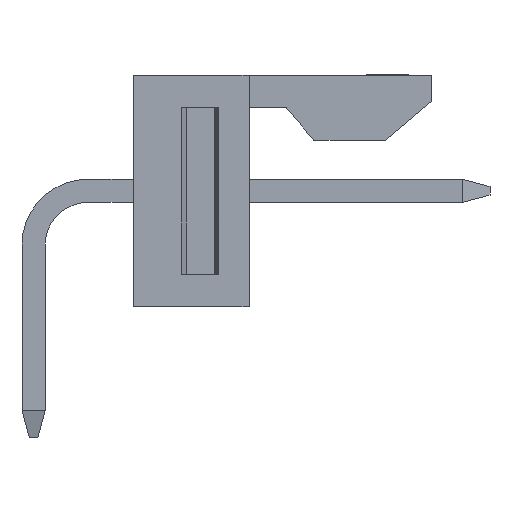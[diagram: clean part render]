
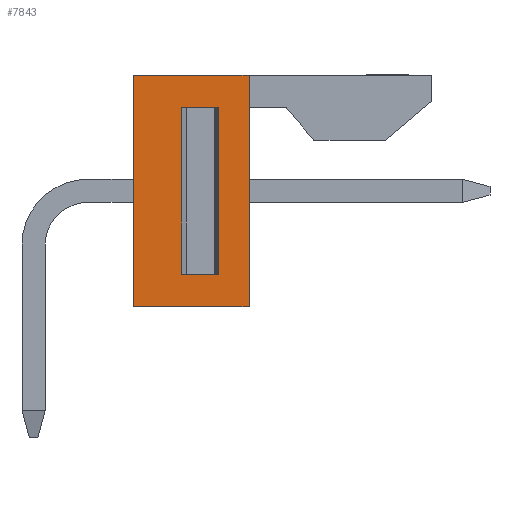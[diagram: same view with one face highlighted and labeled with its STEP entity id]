
A CAD part, left-side view. The second image highlights one B-rep face of the part: STEP entity #7843.
In plain terms, the highlighted planar face has unit normal (-1, 0, 0).
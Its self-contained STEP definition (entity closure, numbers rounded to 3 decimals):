
#530 = EDGE_LOOP ( 'NONE', ( #11201, #15013, #11632, #7033 ) ) ;
#594 = CARTESIAN_POINT ( 'NONE',  ( -6.35, -1.587, -3.175 ) ) ;
#658 = VECTOR ( 'NONE', #3523, 1000. ) ;
#726 = DIRECTION ( 'NONE',  ( 0., 0., -1. ) ) ;
#784 = DIRECTION ( 'NONE',  ( 0., 0., -1. ) ) ;
#824 = CARTESIAN_POINT ( 'NONE',  ( -6.35, 0.254, 0. ) ) ;
#937 = AXIS2_PLACEMENT_3D ( 'NONE', #12510, #12591, #11353 ) ;
#1637 = CARTESIAN_POINT ( 'NONE',  ( -6.35, 1.588, -3.175 ) ) ;
#1738 = EDGE_CURVE ( 'NONE', #8623, #3629, #8714, .T. ) ;
#1817 = FACE_OUTER_BOUND ( 'NONE', #530, .T. ) ;
#1943 = VECTOR ( 'NONE', #2145, 1000. ) ;
#2132 = ORIENTED_EDGE ( 'NONE', *, *, #1738, .F. ) ;
#2145 = DIRECTION ( 'NONE',  ( 0., 1., 0. ) ) ;
#2801 = DIRECTION ( 'NONE',  ( 0., -1., 0. ) ) ;
#3303 = VERTEX_POINT ( 'NONE', #8656 ) ;
#3523 = DIRECTION ( 'NONE',  ( 0., -1., 0. ) ) ;
#3629 = VERTEX_POINT ( 'NONE', #5605 ) ;
#3769 = LINE ( 'NONE', #824, #6006 ) ;
#3914 = VECTOR ( 'NONE', #7313, 1000. ) ;
#4458 = VECTOR ( 'NONE', #2801, 1000. ) ;
#5289 = ORIENTED_EDGE ( 'NONE', *, *, #9321, .F. ) ;
#5605 = CARTESIAN_POINT ( 'NONE',  ( -6.35, -0.762, -2.286 ) ) ;
#5885 = VECTOR ( 'NONE', #784, 1000. ) ;
#6006 = VECTOR ( 'NONE', #726, 1000. ) ;
#6558 = LINE ( 'NONE', #13073, #5885 ) ;
#6646 = EDGE_CURVE ( 'NONE', #11806, #17220, #7372, .T. ) ;
#6782 = LINE ( 'NONE', #11433, #3914 ) ;
#7033 = ORIENTED_EDGE ( 'NONE', *, *, #16823, .F. ) ;
#7187 = VERTEX_POINT ( 'NONE', #594 ) ;
#7313 = DIRECTION ( 'NONE',  ( 0., 1., 0. ) ) ;
#7372 = LINE ( 'NONE', #12823, #9007 ) ;
#7684 = VECTOR ( 'NONE', #15051, 1000. ) ;
#7843 = ADVANCED_FACE ( 'NONE', ( #8208, #1817 ), #9993, .F. ) ;
#8186 = LINE ( 'NONE', #10789, #4458 ) ;
#8208 = FACE_BOUND ( 'NONE', #17623, .T. ) ;
#8623 = VERTEX_POINT ( 'NONE', #8809 ) ;
#8656 = CARTESIAN_POINT ( 'NONE',  ( -6.35, 0.254, 2.286 ) ) ;
#8714 = LINE ( 'NONE', #14466, #658 ) ;
#8809 = CARTESIAN_POINT ( 'NONE',  ( -6.35, 0.254, -2.286 ) ) ;
#9007 = VECTOR ( 'NONE', #10320, 1000. ) ;
#9058 = LINE ( 'NONE', #17243, #1943 ) ;
#9321 = EDGE_CURVE ( 'NONE', #17008, #3303, #6782, .T. ) ;
#9571 = LINE ( 'NONE', #10656, #7684 ) ;
#9993 = PLANE ( 'NONE',  #937 ) ;
#10320 = DIRECTION ( 'NONE',  ( 0., 0., 1. ) ) ;
#10480 = CARTESIAN_POINT ( 'NONE',  ( -6.35, -0.762, 2.286 ) ) ;
#10540 = CARTESIAN_POINT ( 'NONE',  ( -6.35, 1.587, 3.175 ) ) ;
#10656 = CARTESIAN_POINT ( 'NONE',  ( -6.35, -0.762, 0. ) ) ;
#10789 = CARTESIAN_POINT ( 'NONE',  ( -6.35, 1.587, 3.175 ) ) ;
#11023 = EDGE_CURVE ( 'NONE', #3629, #17008, #9571, .T. ) ;
#11201 = ORIENTED_EDGE ( 'NONE', *, *, #12165, .F. ) ;
#11353 = DIRECTION ( 'NONE',  ( 0., 0., 1. ) ) ;
#11433 = CARTESIAN_POINT ( 'NONE',  ( -6.35, 0., 2.286 ) ) ;
#11486 = ORIENTED_EDGE ( 'NONE', *, *, #11023, .F. ) ;
#11632 = ORIENTED_EDGE ( 'NONE', *, *, #13629, .F. ) ;
#11806 = VERTEX_POINT ( 'NONE', #1637 ) ;
#11931 = VERTEX_POINT ( 'NONE', #15545 ) ;
#12165 = EDGE_CURVE ( 'NONE', #17220, #11931, #8186, .T. ) ;
#12510 = CARTESIAN_POINT ( 'NONE',  ( -6.35, 0., 0. ) ) ;
#12591 = DIRECTION ( 'NONE',  ( 1., 0., 0. ) ) ;
#12823 = CARTESIAN_POINT ( 'NONE',  ( -6.35, 1.587, 0. ) ) ;
#13073 = CARTESIAN_POINT ( 'NONE',  ( -6.35, -1.587, 0. ) ) ;
#13629 = EDGE_CURVE ( 'NONE', #7187, #11806, #9058, .T. ) ;
#13708 = EDGE_CURVE ( 'NONE', #3303, #8623, #3769, .T. ) ;
#14466 = CARTESIAN_POINT ( 'NONE',  ( -6.35, 0., -2.286 ) ) ;
#15013 = ORIENTED_EDGE ( 'NONE', *, *, #6646, .F. ) ;
#15051 = DIRECTION ( 'NONE',  ( 0., 0., 1. ) ) ;
#15545 = CARTESIAN_POINT ( 'NONE',  ( -6.35, -1.588, 3.175 ) ) ;
#16823 = EDGE_CURVE ( 'NONE', #11931, #7187, #6558, .T. ) ;
#17008 = VERTEX_POINT ( 'NONE', #10480 ) ;
#17220 = VERTEX_POINT ( 'NONE', #10540 ) ;
#17229 = ORIENTED_EDGE ( 'NONE', *, *, #13708, .F. ) ;
#17243 = CARTESIAN_POINT ( 'NONE',  ( -6.35, 0., -3.175 ) ) ;
#17623 = EDGE_LOOP ( 'NONE', ( #2132, #17229, #5289, #11486 ) ) ;
